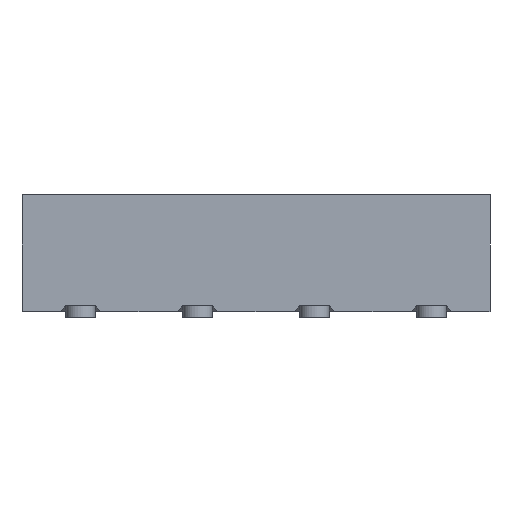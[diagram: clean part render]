
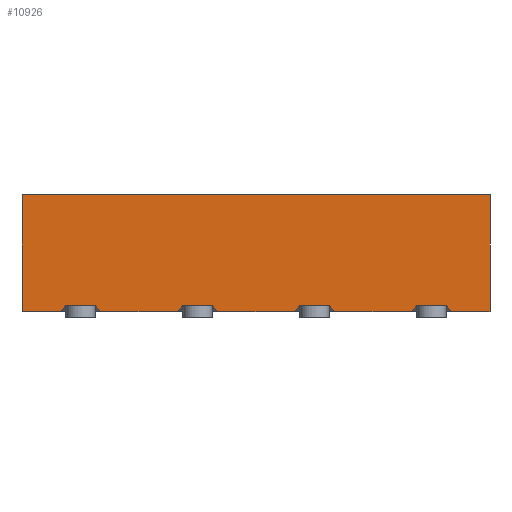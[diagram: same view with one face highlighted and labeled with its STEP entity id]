
A CAD part, left-side view. The second image highlights one B-rep face of the part: STEP entity #10926.
In plain terms, the highlighted face is planar.
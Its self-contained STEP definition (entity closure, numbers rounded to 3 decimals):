
#344=PLANE('',#11980);
#3942=ORIENTED_EDGE('',*,*,#5553,.F.);
#3943=ORIENTED_EDGE('',*,*,#5547,.T.);
#3944=ORIENTED_EDGE('',*,*,#5710,.F.);
#3945=ORIENTED_EDGE('',*,*,#5582,.T.);
#3946=ORIENTED_EDGE('',*,*,#5587,.F.);
#3947=ORIENTED_EDGE('',*,*,#5581,.T.);
#3948=ORIENTED_EDGE('',*,*,#5711,.F.);
#3949=ORIENTED_EDGE('',*,*,#5616,.T.);
#3950=ORIENTED_EDGE('',*,*,#5621,.F.);
#3951=ORIENTED_EDGE('',*,*,#5615,.T.);
#3952=ORIENTED_EDGE('',*,*,#5712,.F.);
#3953=ORIENTED_EDGE('',*,*,#5684,.T.);
#3954=ORIENTED_EDGE('',*,*,#5689,.F.);
#3955=ORIENTED_EDGE('',*,*,#5683,.T.);
#3956=ORIENTED_EDGE('',*,*,#5713,.F.);
#3957=ORIENTED_EDGE('',*,*,#5714,.F.);
#3958=ORIENTED_EDGE('',*,*,#5715,.F.);
#3959=ORIENTED_EDGE('',*,*,#5716,.F.);
#3960=ORIENTED_EDGE('',*,*,#5717,.F.);
#3961=ORIENTED_EDGE('',*,*,#5548,.T.);
#5547=EDGE_CURVE('',#6633,#6634,#7639,.T.);
#5548=EDGE_CURVE('',#6635,#6636,#7640,.T.);
#5553=EDGE_CURVE('',#6633,#6636,#7645,.T.);
#5581=EDGE_CURVE('',#6655,#6656,#7673,.T.);
#5582=EDGE_CURVE('',#6657,#6658,#7674,.T.);
#5587=EDGE_CURVE('',#6655,#6658,#7679,.T.);
#5615=EDGE_CURVE('',#6677,#6678,#7707,.T.);
#5616=EDGE_CURVE('',#6679,#6680,#7708,.T.);
#5621=EDGE_CURVE('',#6677,#6680,#7713,.T.);
#5683=EDGE_CURVE('',#6721,#6722,#7775,.T.);
#5684=EDGE_CURVE('',#6723,#6724,#7776,.T.);
#5689=EDGE_CURVE('',#6721,#6724,#7781,.T.);
#5710=EDGE_CURVE('',#6657,#6634,#7802,.T.);
#5711=EDGE_CURVE('',#6679,#6656,#7803,.T.);
#5712=EDGE_CURVE('',#6723,#6678,#7804,.T.);
#5713=EDGE_CURVE('',#6738,#6722,#7805,.T.);
#5714=EDGE_CURVE('',#6739,#6738,#7806,.T.);
#5715=EDGE_CURVE('',#6740,#6739,#7807,.T.);
#5716=EDGE_CURVE('',#6741,#6740,#7808,.T.);
#5717=EDGE_CURVE('',#6635,#6741,#7809,.T.);
#6633=VERTEX_POINT('',#18469);
#6634=VERTEX_POINT('',#18472);
#6635=VERTEX_POINT('',#18476);
#6636=VERTEX_POINT('',#18477);
#6655=VERTEX_POINT('',#18536);
#6656=VERTEX_POINT('',#18539);
#6657=VERTEX_POINT('',#18543);
#6658=VERTEX_POINT('',#18544);
#6677=VERTEX_POINT('',#18603);
#6678=VERTEX_POINT('',#18606);
#6679=VERTEX_POINT('',#18610);
#6680=VERTEX_POINT('',#18611);
#6721=VERTEX_POINT('',#18737);
#6722=VERTEX_POINT('',#18740);
#6723=VERTEX_POINT('',#18744);
#6724=VERTEX_POINT('',#18745);
#6738=VERTEX_POINT('',#18797);
#6739=VERTEX_POINT('',#18799);
#6740=VERTEX_POINT('',#18801);
#6741=VERTEX_POINT('',#18803);
#7639=LINE('',#18473,#8715);
#7640=LINE('',#18475,#8716);
#7645=LINE('',#18484,#8721);
#7673=LINE('',#18540,#8749);
#7674=LINE('',#18542,#8750);
#7679=LINE('',#18551,#8755);
#7707=LINE('',#18607,#8783);
#7708=LINE('',#18609,#8784);
#7713=LINE('',#18618,#8789);
#7775=LINE('',#18741,#8851);
#7776=LINE('',#18743,#8852);
#7781=LINE('',#18752,#8857);
#7802=LINE('',#18793,#8878);
#7803=LINE('',#18794,#8879);
#7804=LINE('',#18795,#8880);
#7805=LINE('',#18796,#8881);
#7806=LINE('',#18798,#8882);
#7807=LINE('',#18800,#8883);
#7808=LINE('',#18802,#8884);
#7809=LINE('',#18804,#8885);
#8715=VECTOR('',#14688,1000.);
#8716=VECTOR('',#14691,1000.);
#8721=VECTOR('',#14698,1000.);
#8749=VECTOR('',#14744,1000.);
#8750=VECTOR('',#14747,1000.);
#8755=VECTOR('',#14754,1000.);
#8783=VECTOR('',#14800,1000.);
#8784=VECTOR('',#14803,1000.);
#8789=VECTOR('',#14810,1000.);
#8851=VECTOR('',#14912,1000.);
#8852=VECTOR('',#14915,1000.);
#8857=VECTOR('',#14922,1000.);
#8878=VECTOR('',#14959,1000.);
#8879=VECTOR('',#14960,1000.);
#8880=VECTOR('',#14961,1000.);
#8881=VECTOR('',#14962,1000.);
#8882=VECTOR('',#14963,1000.);
#8883=VECTOR('',#14964,1000.);
#8884=VECTOR('',#14965,1000.);
#8885=VECTOR('',#14966,1000.);
#9482=EDGE_LOOP('',(#3942,#3943,#3944,#3945,#3946,#3947,#3948,#3949,#3950,
#3951,#3952,#3953,#3954,#3955,#3956,#3957,#3958,#3959,#3960,#3961));
#10088=FACE_BOUND('',#9482,.T.);
#10926=ADVANCED_FACE('',(#10088),#344,.F.);
#11980=AXIS2_PLACEMENT_3D('',#18792,#14957,#14958);
#14688=DIRECTION('',(-0.707,0.,-0.707));
#14691=DIRECTION('',(-0.707,0.,0.707));
#14698=DIRECTION('',(1.,0.,0.));
#14744=DIRECTION('',(-0.707,0.,-0.707));
#14747=DIRECTION('',(-0.707,0.,0.707));
#14754=DIRECTION('',(1.,0.,0.));
#14800=DIRECTION('',(-0.707,0.,-0.707));
#14803=DIRECTION('',(-0.707,0.,0.707));
#14810=DIRECTION('',(1.,0.,0.));
#14912=DIRECTION('',(-0.707,0.,-0.707));
#14915=DIRECTION('',(-0.707,0.,0.707));
#14922=DIRECTION('',(1.,0.,0.));
#14957=DIRECTION('',(0.,-1.,0.));
#14958=DIRECTION('',(0.,0.,-1.));
#14959=DIRECTION('',(1.,0.,0.));
#14960=DIRECTION('',(1.,0.,0.));
#14961=DIRECTION('',(1.,0.,0.));
#14962=DIRECTION('',(1.,0.,0.));
#14963=DIRECTION('',(0.,0.,-1.));
#14964=DIRECTION('',(-1.,0.,0.));
#14965=DIRECTION('',(0.,0.,1.));
#14966=DIRECTION('',(1.,0.,0.));
#18469=CARTESIAN_POINT('',(2.75,2.,-0.9));
#18472=CARTESIAN_POINT('',(2.65,2.,-1.));
#18473=CARTESIAN_POINT('',(2.75,2.,-0.9));
#18475=CARTESIAN_POINT('',(3.35,2.,-1.));
#18476=CARTESIAN_POINT('',(3.35,2.,-1.));
#18477=CARTESIAN_POINT('',(3.25,2.,-0.9));
#18484=CARTESIAN_POINT('',(2.75,2.,-0.9));
#18536=CARTESIAN_POINT('',(0.75,2.,-0.9));
#18539=CARTESIAN_POINT('',(0.65,2.,-1.));
#18540=CARTESIAN_POINT('',(0.75,2.,-0.9));
#18542=CARTESIAN_POINT('',(1.35,2.,-1.));
#18543=CARTESIAN_POINT('',(1.35,2.,-1.));
#18544=CARTESIAN_POINT('',(1.25,2.,-0.9));
#18551=CARTESIAN_POINT('',(0.75,2.,-0.9));
#18603=CARTESIAN_POINT('',(-1.25,2.,-0.9));
#18606=CARTESIAN_POINT('',(-1.35,2.,-1.));
#18607=CARTESIAN_POINT('',(-1.25,2.,-0.9));
#18609=CARTESIAN_POINT('',(-0.65,2.,-1.));
#18610=CARTESIAN_POINT('',(-0.65,2.,-1.));
#18611=CARTESIAN_POINT('',(-0.75,2.,-0.9));
#18618=CARTESIAN_POINT('',(-1.25,2.,-0.9));
#18737=CARTESIAN_POINT('',(-3.25,2.,-0.9));
#18740=CARTESIAN_POINT('',(-3.35,2.,-1.));
#18741=CARTESIAN_POINT('',(-3.25,2.,-0.9));
#18743=CARTESIAN_POINT('',(-2.65,2.,-1.));
#18744=CARTESIAN_POINT('',(-2.65,2.,-1.));
#18745=CARTESIAN_POINT('',(-2.75,2.,-0.9));
#18752=CARTESIAN_POINT('',(-3.25,2.,-0.9));
#18792=CARTESIAN_POINT('',(0.,2.,0.));
#18793=CARTESIAN_POINT('',(-4.,2.,-1.));
#18794=CARTESIAN_POINT('',(-4.,2.,-1.));
#18795=CARTESIAN_POINT('',(-4.,2.,-1.));
#18796=CARTESIAN_POINT('',(-4.,2.,-1.));
#18797=CARTESIAN_POINT('',(-4.,2.,-1.));
#18798=CARTESIAN_POINT('',(-4.,2.,1.));
#18799=CARTESIAN_POINT('',(-4.,2.,1.));
#18800=CARTESIAN_POINT('',(4.,2.,1.));
#18801=CARTESIAN_POINT('',(4.,2.,1.));
#18802=CARTESIAN_POINT('',(4.,2.,-1.));
#18803=CARTESIAN_POINT('',(4.,2.,-1.));
#18804=CARTESIAN_POINT('',(-4.,2.,-1.));
